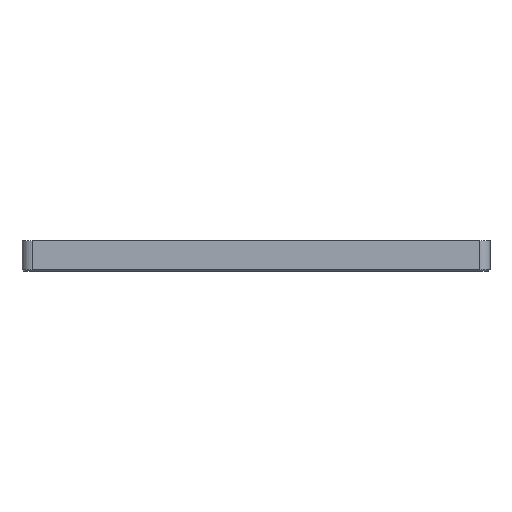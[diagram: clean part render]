
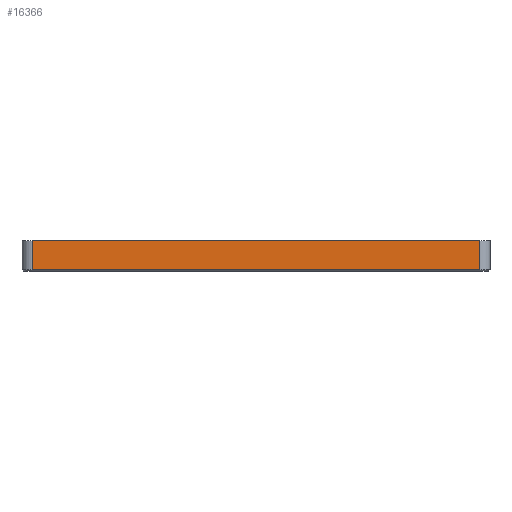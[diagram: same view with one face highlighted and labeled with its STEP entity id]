
A CAD part, front view. The second image highlights one B-rep face of the part: STEP entity #16366.
In plain terms, the highlighted planar face has unit normal (0, -1, 0).
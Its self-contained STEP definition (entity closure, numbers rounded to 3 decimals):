
#812=FACE_OUTER_BOUND('',#1862,.T.);
#1862=EDGE_LOOP('',(#11327,#11328,#11329,#11330));
#3070=LINE('',#24547,#4706);
#3220=LINE('',#25007,#4856);
#3222=LINE('',#25013,#4858);
#3223=LINE('',#25014,#4859);
#4706=VECTOR('',#19246,10.);
#4856=VECTOR('',#19676,10.);
#4858=VECTOR('',#19682,10.);
#4859=VECTOR('',#19683,10.);
#7142=VERTEX_POINT('',#24544);
#7143=VERTEX_POINT('',#24546);
#7313=VERTEX_POINT('',#25006);
#7315=VERTEX_POINT('',#25012);
#8574=EDGE_CURVE('',#7143,#7142,#3070,.T.);
#8804=EDGE_CURVE('',#7143,#7313,#3220,.T.);
#8807=EDGE_CURVE('',#7315,#7142,#3222,.T.);
#8808=EDGE_CURVE('',#7313,#7315,#3223,.T.);
#11327=ORIENTED_EDGE('',*,*,#8574,.T.);
#11328=ORIENTED_EDGE('',*,*,#8807,.F.);
#11329=ORIENTED_EDGE('',*,*,#8808,.F.);
#11330=ORIENTED_EDGE('',*,*,#8804,.F.);
#15811=PLANE('',#17523);
#16366=ADVANCED_FACE('',(#812),#15811,.T.);
#17523=AXIS2_PLACEMENT_3D('',#25011,#19680,#19681);
#19246=DIRECTION('',(-1.,0.,0.));
#19676=DIRECTION('',(0.,0.,-1.));
#19680=DIRECTION('center_axis',(0.,-1.,0.));
#19681=DIRECTION('ref_axis',(-1.,0.,0.));
#19682=DIRECTION('',(0.,0.,1.));
#19683=DIRECTION('',(-1.,0.,0.));
#24544=CARTESIAN_POINT('',(3.75,-1.2,-0.5));
#24546=CARTESIAN_POINT('',(163.75,-1.2,-0.5));
#24547=CARTESIAN_POINT('',(125.625,-1.2,-0.5));
#25006=CARTESIAN_POINT('',(163.75,-1.2,-10.9));
#25007=CARTESIAN_POINT('',(163.75,-1.2,0.));
#25011=CARTESIAN_POINT('Origin',(167.5,-1.2,0.));
#25012=CARTESIAN_POINT('',(3.75,-1.2,-10.9));
#25013=CARTESIAN_POINT('',(3.75,-1.2,0.));
#25014=CARTESIAN_POINT('',(125.625,-1.2,-10.9));
